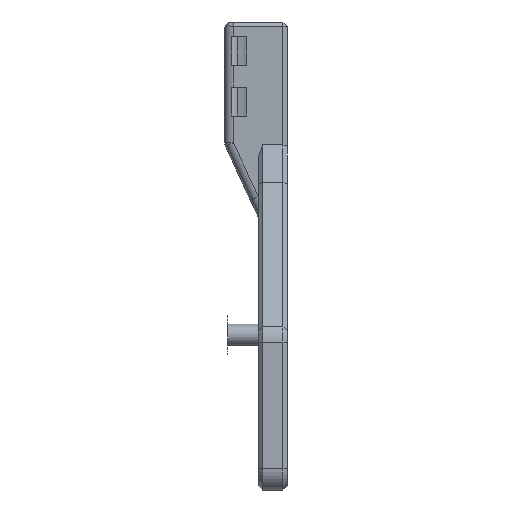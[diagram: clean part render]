
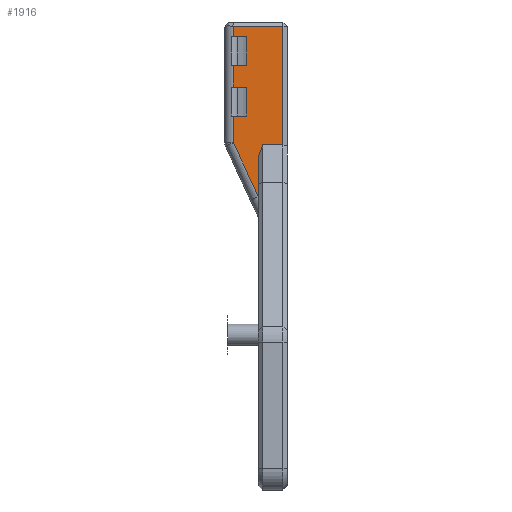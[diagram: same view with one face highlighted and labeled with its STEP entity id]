
A CAD part, left-side view. The second image highlights one B-rep face of the part: STEP entity #1916.
In plain terms, the highlighted planar face has unit normal (-1, 0, 0).
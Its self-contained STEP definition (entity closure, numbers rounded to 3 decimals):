
#88=PLANE('',#2081);
#160=FACE_OUTER_BOUND('',#280,.T.);
#280=EDGE_LOOP('',(#1381,#1382,#1383,#1384,#1385,#1386,#1387,#1388,#1389,
#1390,#1391,#1392,#1393,#1394,#1395));
#397=LINE('',#2894,#575);
#399=LINE('',#2901,#577);
#401=LINE('',#2969,#579);
#403=LINE('',#2977,#581);
#415=LINE('',#3126,#593);
#416=LINE('',#3128,#594);
#417=LINE('',#3130,#595);
#418=LINE('',#3132,#596);
#419=LINE('',#3133,#597);
#420=LINE('',#3135,#598);
#421=LINE('',#3137,#599);
#422=LINE('',#3138,#600);
#423=LINE('',#3140,#601);
#424=LINE('',#3142,#602);
#425=LINE('',#3143,#603);
#575=VECTOR('',#2292,10.);
#577=VECTOR('',#2298,10.);
#579=VECTOR('',#2302,10.);
#581=VECTOR('',#2308,10.);
#593=VECTOR('',#2372,10.);
#594=VECTOR('',#2373,10.);
#595=VECTOR('',#2374,10.);
#596=VECTOR('',#2375,10.);
#597=VECTOR('',#2376,10.);
#598=VECTOR('',#2377,10.);
#599=VECTOR('',#2378,10.);
#600=VECTOR('',#2379,10.);
#601=VECTOR('',#2380,10.);
#602=VECTOR('',#2381,10.);
#603=VECTOR('',#2382,10.);
#851=VERTEX_POINT('',#2887);
#853=VERTEX_POINT('',#2892);
#855=VERTEX_POINT('',#2898);
#856=VERTEX_POINT('',#2900);
#860=VERTEX_POINT('',#2968);
#863=VERTEX_POINT('',#2974);
#864=VERTEX_POINT('',#2976);
#889=VERTEX_POINT('',#3125);
#890=VERTEX_POINT('',#3127);
#891=VERTEX_POINT('',#3129);
#892=VERTEX_POINT('',#3131);
#893=VERTEX_POINT('',#3134);
#894=VERTEX_POINT('',#3136);
#895=VERTEX_POINT('',#3139);
#896=VERTEX_POINT('',#3141);
#1029=EDGE_CURVE('',#853,#851,#397,.T.);
#1032=EDGE_CURVE('',#855,#856,#399,.T.);
#1037=EDGE_CURVE('',#851,#860,#401,.T.);
#1041=EDGE_CURVE('',#863,#864,#403,.T.);
#1075=EDGE_CURVE('',#889,#853,#415,.T.);
#1076=EDGE_CURVE('',#890,#889,#416,.F.);
#1077=EDGE_CURVE('',#891,#890,#417,.T.);
#1078=EDGE_CURVE('',#892,#891,#418,.T.);
#1079=EDGE_CURVE('',#856,#892,#419,.T.);
#1080=EDGE_CURVE('',#855,#893,#420,.T.);
#1081=EDGE_CURVE('',#893,#894,#421,.T.);
#1082=EDGE_CURVE('',#894,#864,#422,.T.);
#1083=EDGE_CURVE('',#863,#895,#423,.T.);
#1084=EDGE_CURVE('',#895,#896,#424,.T.);
#1085=EDGE_CURVE('',#896,#860,#425,.T.);
#1381=ORIENTED_EDGE('',*,*,#1037,.F.);
#1382=ORIENTED_EDGE('',*,*,#1029,.F.);
#1383=ORIENTED_EDGE('',*,*,#1075,.F.);
#1384=ORIENTED_EDGE('',*,*,#1076,.F.);
#1385=ORIENTED_EDGE('',*,*,#1077,.F.);
#1386=ORIENTED_EDGE('',*,*,#1078,.F.);
#1387=ORIENTED_EDGE('',*,*,#1079,.F.);
#1388=ORIENTED_EDGE('',*,*,#1032,.F.);
#1389=ORIENTED_EDGE('',*,*,#1080,.T.);
#1390=ORIENTED_EDGE('',*,*,#1081,.T.);
#1391=ORIENTED_EDGE('',*,*,#1082,.T.);
#1392=ORIENTED_EDGE('',*,*,#1041,.F.);
#1393=ORIENTED_EDGE('',*,*,#1083,.T.);
#1394=ORIENTED_EDGE('',*,*,#1084,.T.);
#1395=ORIENTED_EDGE('',*,*,#1085,.T.);
#1916=ADVANCED_FACE('',(#160),#88,.T.);
#2081=AXIS2_PLACEMENT_3D('',#3124,#2370,#2371);
#2292=DIRECTION('',(0.,0.419,0.908));
#2298=DIRECTION('',(0.,0.,1.));
#2302=DIRECTION('',(0.,0.,1.));
#2308=DIRECTION('',(0.,0.,1.));
#2370=DIRECTION('center_axis',(-1.,0.,0.));
#2371=DIRECTION('ref_axis',(0.,0.,1.));
#2372=DIRECTION('',(0.,0.,-1.));
#2373=DIRECTION('',(0.,-0.355,0.935));
#2374=DIRECTION('',(0.,1.,0.));
#2375=DIRECTION('',(0.,0.,-1.));
#2376=DIRECTION('',(0.,-1.,0.));
#2377=DIRECTION('',(0.,-1.,0.));
#2378=DIRECTION('',(0.,0.,-1.));
#2379=DIRECTION('',(0.,1.,0.));
#2380=DIRECTION('',(0.,-1.,0.));
#2381=DIRECTION('',(0.,0.,-1.));
#2382=DIRECTION('',(0.,1.,0.));
#2887=CARTESIAN_POINT('',(-8.376,36.34,41.678));
#2892=CARTESIAN_POINT('',(-8.376,32.897,34.218));
#2894=CARTESIAN_POINT('',(-8.376,32.788,33.982));
#2898=CARTESIAN_POINT('',(-8.376,36.34,56.355));
#2900=CARTESIAN_POINT('',(-8.376,36.34,57.755));
#2901=CARTESIAN_POINT('',(-8.376,36.34,58.355));
#2968=CARTESIAN_POINT('',(-8.376,36.34,45.355));
#2969=CARTESIAN_POINT('',(-8.376,36.34,58.355));
#2974=CARTESIAN_POINT('',(-8.376,36.34,49.355));
#2976=CARTESIAN_POINT('',(-8.376,36.34,52.355));
#2977=CARTESIAN_POINT('',(-8.376,36.34,58.355));
#3124=CARTESIAN_POINT('Origin',(-8.376,28.897,38.355));
#3125=CARTESIAN_POINT('',(-8.376,32.897,39.776));
#3126=CARTESIAN_POINT('',(-8.376,32.897,42.182));
#3127=CARTESIAN_POINT('',(-8.376,32.297,41.355));
#3128=CARTESIAN_POINT('',(-8.376,33.782,37.448));
#3129=CARTESIAN_POINT('',(-8.376,29.497,41.355));
#3130=CARTESIAN_POINT('',(-8.376,28.897,41.355));
#3131=CARTESIAN_POINT('',(-8.376,29.497,57.755));
#3132=CARTESIAN_POINT('',(-8.376,29.497,32.182));
#3133=CARTESIAN_POINT('',(-8.376,28.897,57.755));
#3134=CARTESIAN_POINT('',(-8.376,34.496,56.355));
#3135=CARTESIAN_POINT('',(-8.376,31.693,56.355));
#3136=CARTESIAN_POINT('',(-8.376,34.496,52.355));
#3137=CARTESIAN_POINT('',(-8.376,34.496,56.355));
#3138=CARTESIAN_POINT('',(-8.376,31.693,52.355));
#3139=CARTESIAN_POINT('',(-8.376,34.496,49.355));
#3140=CARTESIAN_POINT('',(-8.376,31.693,49.355));
#3141=CARTESIAN_POINT('',(-8.376,34.496,45.355));
#3142=CARTESIAN_POINT('',(-8.376,34.496,49.355));
#3143=CARTESIAN_POINT('',(-8.376,31.693,45.355));
